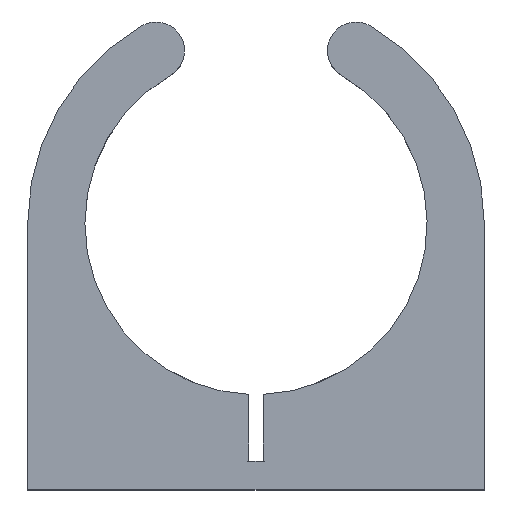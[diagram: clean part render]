
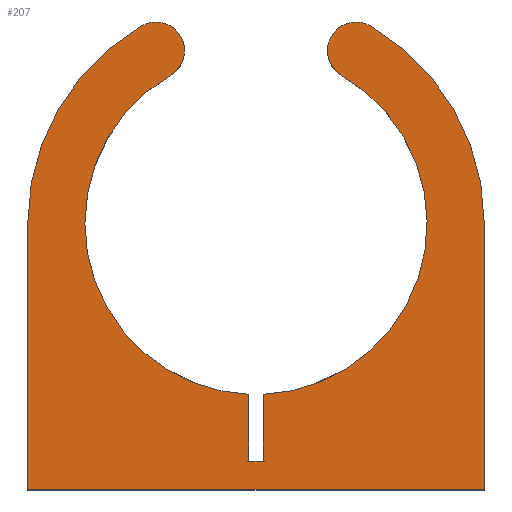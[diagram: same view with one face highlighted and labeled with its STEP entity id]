
A CAD part, top view. The second image highlights one B-rep face of the part: STEP entity #207.
In plain terms, the highlighted planar face has unit normal (0, 0, 1).
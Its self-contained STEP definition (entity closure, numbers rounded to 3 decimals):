
#12 = CARTESIAN_POINT ( 'NONE',  ( -11.98, 0., 2.875 ) ) ;
#13 = ORIENTED_EDGE ( 'NONE', *, *, #545, .T. ) ;
#15 = DIRECTION ( 'NONE',  ( 0., 0., 1. ) ) ;
#21 = EDGE_CURVE ( 'NONE', #68, #314, #186, .T. ) ;
#26 = LINE ( 'NONE', #247, #499 ) ;
#27 = VERTEX_POINT ( 'NONE', #311 ) ;
#31 = DIRECTION ( 'NONE',  ( -1., 0., 0. ) ) ;
#68 = VERTEX_POINT ( 'NONE', #472 ) ;
#69 = AXIS2_PLACEMENT_3D ( 'NONE', #356, #468, #679 ) ;
#75 = CARTESIAN_POINT ( 'NONE',  ( 0., -13.98, 2.875 ) ) ;
#76 = DIRECTION ( 'NONE',  ( 0., 0., 1. ) ) ;
#77 = DIRECTION ( 'NONE',  ( 1., 0., 0. ) ) ;
#84 = FACE_OUTER_BOUND ( 'NONE', #562, .T. ) ;
#91 = CARTESIAN_POINT ( 'NONE',  ( -11.98, 0., 2.875 ) ) ;
#93 = EDGE_CURVE ( 'NONE', #162, #68, #26, .T. ) ;
#106 = CARTESIAN_POINT ( 'NONE',  ( 5.25, 9.07, 2.875 ) ) ;
#117 = CARTESIAN_POINT ( 'NONE',  ( 5.25, 9.07, 2.875 ) ) ;
#136 = CARTESIAN_POINT ( 'NONE',  ( 0., -12.48, 2.875 ) ) ;
#137 = VERTEX_POINT ( 'NONE', #245 ) ;
#147 = ORIENTED_EDGE ( 'NONE', *, *, #93, .T. ) ;
#148 = AXIS2_PLACEMENT_3D ( 'NONE', #384, #625, #77 ) ;
#150 = VERTEX_POINT ( 'NONE', #175 ) ;
#151 = AXIS2_PLACEMENT_3D ( 'NONE', #178, #495, #397 ) ;
#162 = VERTEX_POINT ( 'NONE', #364 ) ;
#165 = CARTESIAN_POINT ( 'NONE',  ( -0.38, -8.972, 2.875 ) ) ;
#175 = CARTESIAN_POINT ( 'NONE',  ( 11.98, -13.98, 2.875 ) ) ;
#176 = CARTESIAN_POINT ( 'NONE',  ( -4.499, 7.772, 2.875 ) ) ;
#178 = CARTESIAN_POINT ( 'NONE',  ( 0., 0., 2.875 ) ) ;
#180 = CARTESIAN_POINT ( 'NONE',  ( 11.98, 0., 2.875 ) ) ;
#183 = AXIS2_PLACEMENT_3D ( 'NONE', #274, #596, #479 ) ;
#186 = LINE ( 'NONE', #136, #478 ) ;
#192 = VECTOR ( 'NONE', #287, 1000. ) ;
#198 = DIRECTION ( 'NONE',  ( 1., 0., 0. ) ) ;
#205 = AXIS2_PLACEMENT_3D ( 'NONE', #117, #342, #553 ) ;
#207 = ADVANCED_FACE ( 'NONE', ( #84 ), #251, .T. ) ;
#209 = VECTOR ( 'NONE', #557, 1000. ) ;
#211 = AXIS2_PLACEMENT_3D ( 'NONE', #258, #417, #408 ) ;
#213 = EDGE_CURVE ( 'NONE', #406, #254, #519, .T. ) ;
#216 = VERTEX_POINT ( 'NONE', #670 ) ;
#219 = ORIENTED_EDGE ( 'NONE', *, *, #21, .T. ) ;
#223 = EDGE_CURVE ( 'NONE', #137, #645, #393, .T. ) ;
#234 = DIRECTION ( 'NONE',  ( 0., 1., 0. ) ) ;
#237 = CIRCLE ( 'NONE', #205, 1.5 ) ;
#245 = CARTESIAN_POINT ( 'NONE',  ( -8.98, 0., 2.875 ) ) ;
#247 = CARTESIAN_POINT ( 'NONE',  ( 0.38, -13.98, 2.875 ) ) ;
#251 = PLANE ( 'NONE',  #690 ) ;
#254 = VERTEX_POINT ( 'NONE', #91 ) ;
#258 = CARTESIAN_POINT ( 'NONE',  ( 0., 0., 2.875 ) ) ;
#262 = VERTEX_POINT ( 'NONE', #516 ) ;
#266 = CIRCLE ( 'NONE', #183, 11.98 ) ;
#274 = CARTESIAN_POINT ( 'NONE',  ( 0., 0., 2.875 ) ) ;
#282 = DIRECTION ( 'NONE',  ( 0., 1., 0. ) ) ;
#284 = CARTESIAN_POINT ( 'NONE',  ( -6.001, 10.368, 2.875 ) ) ;
#287 = DIRECTION ( 'NONE',  ( 0., 1., 0. ) ) ;
#289 = LINE ( 'NONE', #75, #209 ) ;
#300 = ORIENTED_EDGE ( 'NONE', *, *, #422, .F. ) ;
#311 = CARTESIAN_POINT ( 'NONE',  ( 3.75, 9.07, 2.875 ) ) ;
#314 = VERTEX_POINT ( 'NONE', #693 ) ;
#318 = CIRCLE ( 'NONE', #628, 1.5 ) ;
#322 = AXIS2_PLACEMENT_3D ( 'NONE', #106, #560, #434 ) ;
#324 = ORIENTED_EDGE ( 'NONE', *, *, #586, .F. ) ;
#337 = ORIENTED_EDGE ( 'NONE', *, *, #404, .T. ) ;
#338 = CARTESIAN_POINT ( 'NONE',  ( 6.001, 10.368, 2.875 ) ) ;
#342 = DIRECTION ( 'NONE',  ( 0., 0., 1. ) ) ;
#356 = CARTESIAN_POINT ( 'NONE',  ( 0., 0., 2.875 ) ) ;
#364 = CARTESIAN_POINT ( 'NONE',  ( 0.38, -8.972, 2.875 ) ) ;
#369 = ORIENTED_EDGE ( 'NONE', *, *, #610, .T. ) ;
#373 = ORIENTED_EDGE ( 'NONE', *, *, #647, .F. ) ;
#384 = CARTESIAN_POINT ( 'NONE',  ( 0., 0., 2.875 ) ) ;
#393 = CIRCLE ( 'NONE', #69, 8.98 ) ;
#397 = DIRECTION ( 'NONE',  ( 1., 0., 0. ) ) ;
#404 = EDGE_CURVE ( 'NONE', #262, #503, #266, .T. ) ;
#406 = VERTEX_POINT ( 'NONE', #284 ) ;
#408 = DIRECTION ( 'NONE',  ( 1., 0., 0. ) ) ;
#414 = ORIENTED_EDGE ( 'NONE', *, *, #528, .T. ) ;
#415 = EDGE_CURVE ( 'NONE', #216, #150, #289, .T. ) ;
#417 = DIRECTION ( 'NONE',  ( 0., 0., 1. ) ) ;
#422 = EDGE_CURVE ( 'NONE', #627, #137, #579, .T. ) ;
#425 = ORIENTED_EDGE ( 'NONE', *, *, #477, .T. ) ;
#427 = CIRCLE ( 'NONE', #148, 8.98 ) ;
#434 = DIRECTION ( 'NONE',  ( 1., 0., 0. ) ) ;
#436 = VECTOR ( 'NONE', #282, 1000. ) ;
#437 = ORIENTED_EDGE ( 'NONE', *, *, #415, .T. ) ;
#450 = CARTESIAN_POINT ( 'NONE',  ( 4.499, 7.772, 2.875 ) ) ;
#454 = CARTESIAN_POINT ( 'NONE',  ( -0.38, -13.98, 2.875 ) ) ;
#458 = EDGE_CURVE ( 'NONE', #627, #406, #318, .T. ) ;
#460 = DIRECTION ( 'NONE',  ( 0., -1., 0. ) ) ;
#468 = DIRECTION ( 'NONE',  ( 0., 0., 1. ) ) ;
#472 = CARTESIAN_POINT ( 'NONE',  ( 0.38, -12.48, 2.875 ) ) ;
#477 = EDGE_CURVE ( 'NONE', #503, #27, #237, .T. ) ;
#478 = VECTOR ( 'NONE', #31, 1000. ) ;
#479 = DIRECTION ( 'NONE',  ( 1., 0., 0. ) ) ;
#495 = DIRECTION ( 'NONE',  ( 0., 0., 1. ) ) ;
#497 = ORIENTED_EDGE ( 'NONE', *, *, #223, .F. ) ;
#499 = VECTOR ( 'NONE', #460, 1000. ) ;
#503 = VERTEX_POINT ( 'NONE', #338 ) ;
#511 = CARTESIAN_POINT ( 'NONE',  ( 0., 0., 2.875 ) ) ;
#513 = ORIENTED_EDGE ( 'NONE', *, *, #213, .T. ) ;
#516 = CARTESIAN_POINT ( 'NONE',  ( 11.98, 0., 2.875 ) ) ;
#519 = CIRCLE ( 'NONE', #211, 11.98 ) ;
#525 = VERTEX_POINT ( 'NONE', #450 ) ;
#528 = EDGE_CURVE ( 'NONE', #314, #645, #547, .T. ) ;
#532 = CIRCLE ( 'NONE', #322, 1.5 ) ;
#545 = EDGE_CURVE ( 'NONE', #150, #262, #607, .T. ) ;
#547 = LINE ( 'NONE', #454, #192 ) ;
#553 = DIRECTION ( 'NONE',  ( 1., 0., 0. ) ) ;
#557 = DIRECTION ( 'NONE',  ( 1., 0., 0. ) ) ;
#560 = DIRECTION ( 'NONE',  ( 0., 0., 1. ) ) ;
#562 = EDGE_LOOP ( 'NONE', ( #219, #414, #497, #300, #617, #513, #324, #437, #13, #337, #425, #369, #373, #147 ) ) ;
#579 = CIRCLE ( 'NONE', #151, 8.98 ) ;
#586 = EDGE_CURVE ( 'NONE', #216, #254, #639, .T. ) ;
#596 = DIRECTION ( 'NONE',  ( 0., 0., 1. ) ) ;
#601 = CARTESIAN_POINT ( 'NONE',  ( -5.25, 9.07, 2.875 ) ) ;
#607 = LINE ( 'NONE', #180, #436 ) ;
#610 = EDGE_CURVE ( 'NONE', #27, #525, #532, .T. ) ;
#617 = ORIENTED_EDGE ( 'NONE', *, *, #458, .T. ) ;
#625 = DIRECTION ( 'NONE',  ( 0., 0., 1. ) ) ;
#627 = VERTEX_POINT ( 'NONE', #176 ) ;
#628 = AXIS2_PLACEMENT_3D ( 'NONE', #601, #15, #652 ) ;
#639 = LINE ( 'NONE', #12, #653 ) ;
#645 = VERTEX_POINT ( 'NONE', #165 ) ;
#647 = EDGE_CURVE ( 'NONE', #162, #525, #427, .T. ) ;
#652 = DIRECTION ( 'NONE',  ( 1., 0., 0. ) ) ;
#653 = VECTOR ( 'NONE', #234, 1000. ) ;
#670 = CARTESIAN_POINT ( 'NONE',  ( -11.98, -13.98, 2.875 ) ) ;
#679 = DIRECTION ( 'NONE',  ( 1., 0., 0. ) ) ;
#690 = AXIS2_PLACEMENT_3D ( 'NONE', #511, #76, #198 ) ;
#693 = CARTESIAN_POINT ( 'NONE',  ( -0.38, -12.48, 2.875 ) ) ;
